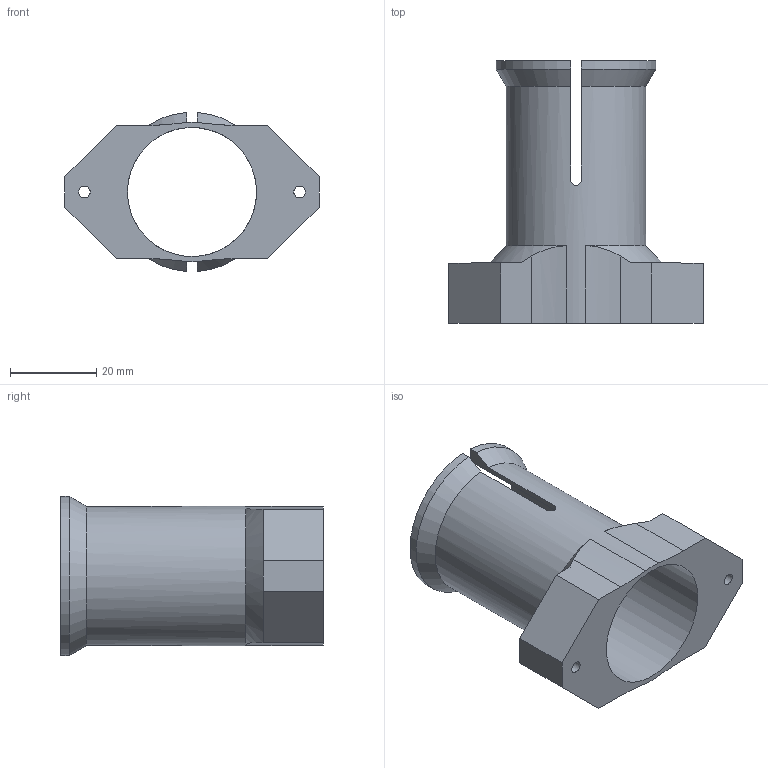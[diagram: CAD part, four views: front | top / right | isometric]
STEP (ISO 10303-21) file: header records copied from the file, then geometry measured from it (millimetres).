
FILE_DESCRIPTION(/* description */ (''),/* implementation_level */ '2;1');
FILE_NAME(/* name */ 'ddde15a4-b1b0-46e4-9079-4b421819141b.stp',/* time_stamp */ '2017-06-07T16:42:36+00:00',/* author */ (''),/* organization */ (''),/* preprocessor_version */ 'ST-DEVELOPER v16.13',/* originating_system */ 'Autodesk Translation Framework v6.1.1.50',/* authorisation */ '');
FILE_SCHEMA (('AUTOMOTIVE_DESIGN { 1 0 10303 214 3 1 1 }'));
Length unit declared in the file: millimetre
Products named in the file (1): Peristaltic Pump Case v10
Bounding box: 59.04 x 61 x 36.93 mm (x, y, z)
Volume: 18486 mm3; surface area: 14754.8 mm2
Topology: 1 solids, 1 shells, 53 faces, 149 edges, 99 vertices
Faces by surface type: plane 39, cylinder 10, cone 4
Full cylindrical faces by diameter (mm): 2.7 x2, 30 x1, 32.4 x1
Entity records: 1718 total; most frequent: CARTESIAN_POINT 338, ORIENTED_EDGE 286, DIRECTION 274, EDGE_CURVE 143, VERTEX_POINT 97, LINE 96, VECTOR 96, AXIS2_PLACEMENT_3D 89
